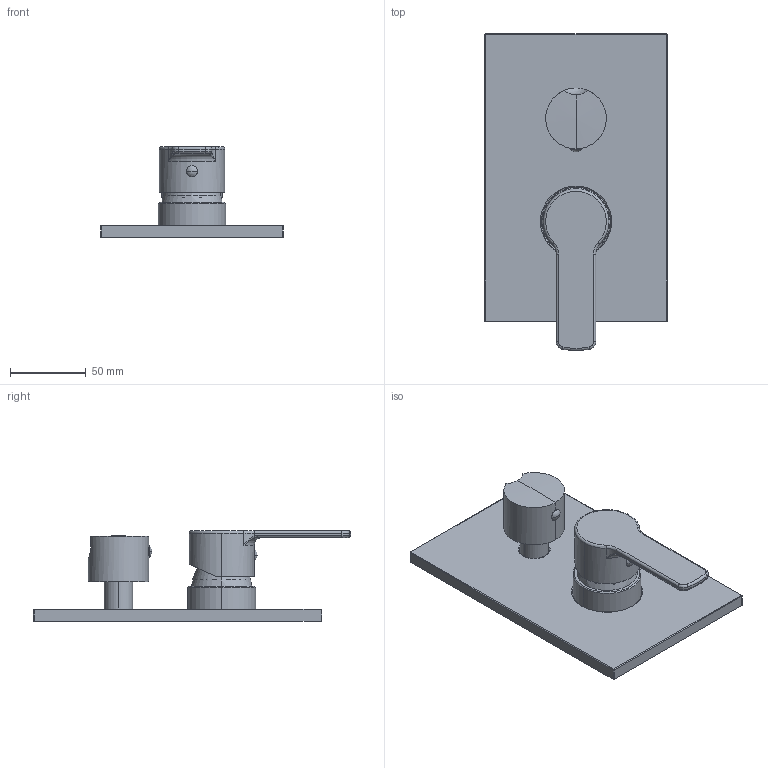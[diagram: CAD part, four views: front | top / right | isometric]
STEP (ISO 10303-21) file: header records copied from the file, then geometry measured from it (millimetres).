
FILE_DESCRIPTION((''),'2;1');
FILE_NAME('WS018CR','2021-05-04T12:39:44',('ut3'),('PAFFONI SpA'),'CREO PARAMETRIC BY PTC INC, 2020044','CREO PARAMETRIC BY PTC INC, 2020044','');
FILE_SCHEMA(('CONFIG_CONTROL_DESIGN','SHAPE_APPEARANCE_LAYERS_GROUPS'));
Length unit declared in the file: millimetre
Products named in the file (1): WS018CR
Bounding box: 120 x 208.91 x 59.6 mm (x, y, z)
Volume: 201840.9 mm3; surface area: 106554 mm2
Topology: 4 solids, 4 shells, 1165 faces, 3002 edges, 1866 vertices
Faces by surface type: plane 610, cylinder 313, torus 118, cone 57, bspline 36, sphere 31
Entity records: 47700 total; most frequent: CARTESIAN_POINT 11444, ORIENTED_EDGE 5988, DIRECTION 5729, EDGE_CURVE 2994, AXIS2_PLACEMENT_3D 2058, VERTEX_POINT 1866, VECTOR 1613, LINE 1613
